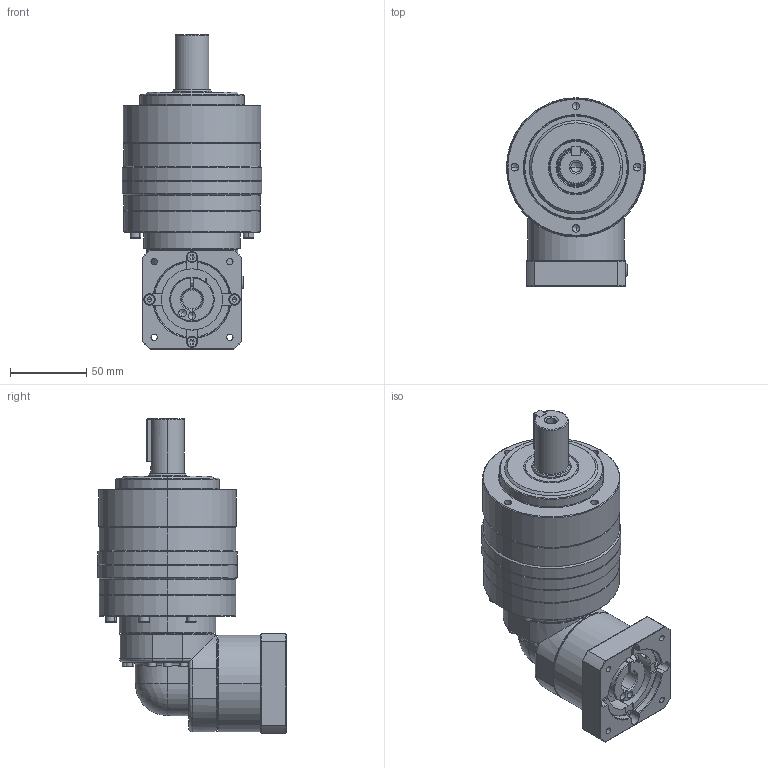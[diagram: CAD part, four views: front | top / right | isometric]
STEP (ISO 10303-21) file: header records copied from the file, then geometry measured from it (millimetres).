
FILE_DESCRIPTION (( 'STEP AP214' ), '1' );
FILE_NAME ('PGB090-25A2.STEP', '2015-05-04T18:17:19', ( '' ), ( '' ), 'SwSTEP 2.0', 'SolidWorks 2014', '' );
FILE_SCHEMA (( 'AUTOMOTIVE_DESIGN' ));
Length unit declared in the file: inch
Products named in the file (1): PGB090-25A2
Bounding box: 91 x 123 x 205.5 mm (x, y, z)
Volume: 877442.9 mm3; surface area: 77837.7 mm2
Topology: 1 solids, 7 shells, 642 faces, 1652 edges, 1018 vertices
Faces by surface type: plane 271, cylinder 165, cone 123, torus 81, sphere 2
Entity records: 23367 total; most frequent: CARTESIAN_POINT 4140, DIRECTION 3270, ORIENTED_EDGE 3186, EDGE_CURVE 1593, AXIS2_PLACEMENT_3D 1280, VERTEX_POINT 1016, EDGE_LOOP 719, VECTOR 710
